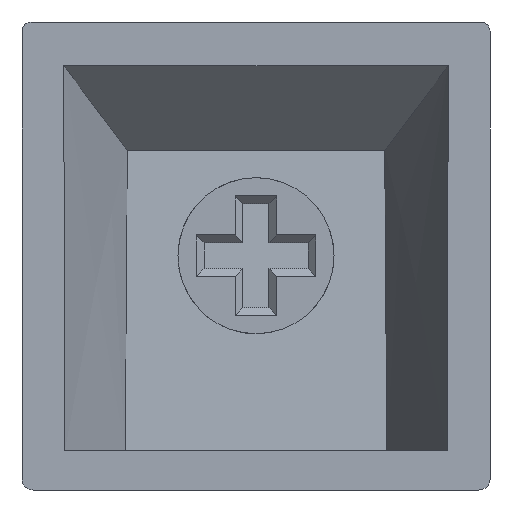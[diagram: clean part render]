
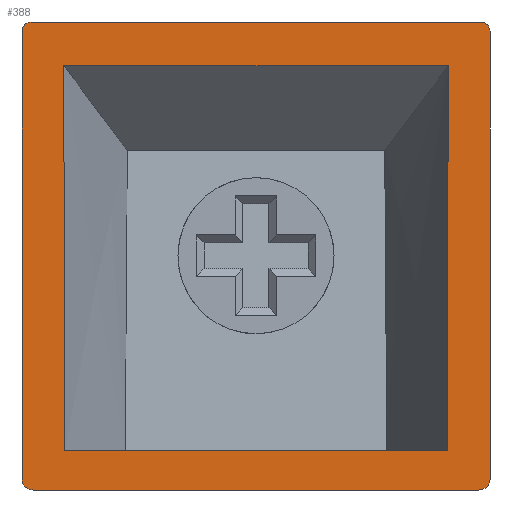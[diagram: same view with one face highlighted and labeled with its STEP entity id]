
A CAD part, front view. The second image highlights one B-rep face of the part: STEP entity #388.
In plain terms, the highlighted planar face has unit normal (0, -1, 0).
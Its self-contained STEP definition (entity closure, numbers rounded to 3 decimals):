
#388=ADVANCED_FACE('',(#389,#479),#523,.T.);
#389=FACE_BOUND('',#390,.T.);
#390=EDGE_LOOP('',(#391,#401,#415,#423,#437,#445,#459,#467));
#391=ORIENTED_EDGE('',*,*,#392,.T.);
#392=EDGE_CURVE('',#393,#395,#397,.F.);
#393=VERTEX_POINT('',#394);
#394=CARTESIAN_POINT('',(0.443,0.0,-18.0));
#395=VERTEX_POINT('',#396);
#396=CARTESIAN_POINT('',(17.557,0.0,-18.0));
#397=LINE('',#398,#399);
#398=CARTESIAN_POINT('',(0.0,0.0,-18.0));
#399=VECTOR('',#400,1.0);
#400=DIRECTION('',(-1.0,0.0,0.0));
#401=ORIENTED_EDGE('',*,*,#402,.T.);
#402=EDGE_CURVE('',#395,#403,#405,.T.);
#403=VERTEX_POINT('',#404);
#404=CARTESIAN_POINT('',(18.0,0.0,-17.6));
#405=B_SPLINE_CURVE_WITH_KNOTS('',2,(#406,#407,#408,#409,#410,#411,#412,#413,#414),.UNSPECIFIED.,.F.,.U.,(3,2,2,2,3),(0.0,0.25,0.5,0.75,1.0),.PIECEWISE_BEZIER_KNOTS.);
#406=CARTESIAN_POINT('',(17.557,0.0,-18.0));
#407=CARTESIAN_POINT('',(17.64,0.0,-18.0));
#408=CARTESIAN_POINT('',(17.719,0.0,-17.972));
#409=CARTESIAN_POINT('',(17.798,0.0,-17.945));
#410=CARTESIAN_POINT('',(17.862,0.0,-17.891));
#411=CARTESIAN_POINT('',(17.926,0.0,-17.836));
#412=CARTESIAN_POINT('',(17.963,0.0,-17.761));
#413=CARTESIAN_POINT('',(18.,0.0,-17.685));
#414=CARTESIAN_POINT('',(18.,0.0,-17.6));
#415=ORIENTED_EDGE('',*,*,#416,.T.);
#416=EDGE_CURVE('',#403,#417,#419,.F.);
#417=VERTEX_POINT('',#418);
#418=CARTESIAN_POINT('',(18.0,0.0,-0.378));
#419=LINE('',#420,#421);
#420=CARTESIAN_POINT('',(18.0,0.0,0.0));
#421=VECTOR('',#422,1.0);
#422=DIRECTION('',(0.,0.0,-1.0));
#423=ORIENTED_EDGE('',*,*,#424,.T.);
#424=EDGE_CURVE('',#417,#425,#427,.T.);
#425=VERTEX_POINT('',#426);
#426=CARTESIAN_POINT('',(17.64,0.0,0.0));
#427=B_SPLINE_CURVE_WITH_KNOTS('',2,(#428,#429,#430,#431,#432,#433,#434,#435,#436),.UNSPECIFIED.,.F.,.U.,(3,2,2,2,3),(0.0,0.25,0.5,0.75,1.0),.PIECEWISE_BEZIER_KNOTS.);
#428=CARTESIAN_POINT('',(18.,0.0,-0.378));
#429=CARTESIAN_POINT('',(18.,0.0,-0.303));
#430=CARTESIAN_POINT('',(17.976,0.0,-0.235));
#431=CARTESIAN_POINT('',(17.952,0.0,-0.166));
#432=CARTESIAN_POINT('',(17.902,0.0,-0.111));
#433=CARTESIAN_POINT('',(17.853,0.0,-0.058));
#434=CARTESIAN_POINT('',(17.783,0.0,-0.028));
#435=CARTESIAN_POINT('',(17.717,0.0,0.));
#436=CARTESIAN_POINT('',(17.64,0.0,0.));
#437=ORIENTED_EDGE('',*,*,#438,.T.);
#438=EDGE_CURVE('',#425,#439,#441,.F.);
#439=VERTEX_POINT('',#440);
#440=CARTESIAN_POINT('',(0.36,0.0,0.0));
#441=LINE('',#442,#443);
#442=CARTESIAN_POINT('',(0.0,0.0,0.0));
#443=VECTOR('',#444,1.0);
#444=DIRECTION('',(1.0,0.0,0.0));
#445=ORIENTED_EDGE('',*,*,#446,.T.);
#446=EDGE_CURVE('',#439,#447,#449,.T.);
#447=VERTEX_POINT('',#448);
#448=CARTESIAN_POINT('',(0.0,0.0,-0.378));
#449=B_SPLINE_CURVE_WITH_KNOTS('',2,(#450,#451,#452,#453,#454,#455,#456,#457,#458),.UNSPECIFIED.,.F.,.U.,(3,2,2,2,3),(0.0,0.25,0.5,0.75,1.0),.PIECEWISE_BEZIER_KNOTS.);
#450=CARTESIAN_POINT('',(0.36,0.0,0.));
#451=CARTESIAN_POINT('',(0.285,0.0,0.));
#452=CARTESIAN_POINT('',(0.217,0.0,-0.028));
#453=CARTESIAN_POINT('',(0.15,0.0,-0.055));
#454=CARTESIAN_POINT('',(0.099,0.0,-0.111));
#455=CARTESIAN_POINT('',(0.05,0.0,-0.162));
#456=CARTESIAN_POINT('',(0.024,0.0,-0.235));
#457=CARTESIAN_POINT('',(0.,0.0,-0.301));
#458=CARTESIAN_POINT('',(0.,0.0,-0.378));
#459=ORIENTED_EDGE('',*,*,#460,.T.);
#460=EDGE_CURVE('',#447,#461,#463,.F.);
#461=VERTEX_POINT('',#462);
#462=CARTESIAN_POINT('',(0.0,0.0,-17.6));
#463=LINE('',#464,#465);
#464=CARTESIAN_POINT('',(0.0,0.0,0.0));
#465=VECTOR('',#466,1.0);
#466=DIRECTION('',(0.0,0.0,1.0));
#467=ORIENTED_EDGE('',*,*,#468,.T.);
#468=EDGE_CURVE('',#461,#393,#469,.T.);
#469=B_SPLINE_CURVE_WITH_KNOTS('',2,(#470,#471,#472,#473,#474,#475,#476,#477,#478),.UNSPECIFIED.,.F.,.U.,(3,2,2,2,3),(0.0,0.25,0.5,0.75,1.0),.PIECEWISE_BEZIER_KNOTS.);
#470=CARTESIAN_POINT('',(0.,0.0,-17.6));
#471=CARTESIAN_POINT('',(0.,0.0,-17.683));
#472=CARTESIAN_POINT('',(0.037,0.0,-17.76));
#473=CARTESIAN_POINT('',(0.072,0.0,-17.833));
#474=CARTESIAN_POINT('',(0.138,0.0,-17.89));
#475=CARTESIAN_POINT('',(0.198,0.0,-17.943));
#476=CARTESIAN_POINT('',(0.28,0.0,-17.972));
#477=CARTESIAN_POINT('',(0.358,0.0,-18.0));
#478=CARTESIAN_POINT('',(0.443,0.0,-18.0));
#479=FACE_BOUND('',#480,.T.);
#480=EDGE_LOOP('',(#481,#491,#504,#512));
#481=ORIENTED_EDGE('',*,*,#482,.T.);
#482=EDGE_CURVE('',#483,#485,#487,.T.);
#483=VERTEX_POINT('',#484);
#484=CARTESIAN_POINT('',(16.353,0.,-16.5));
#485=VERTEX_POINT('',#486);
#486=CARTESIAN_POINT('',(1.647,0.,-16.5));
#487=LINE('',#488,#489);
#488=CARTESIAN_POINT('',(0.0,0.0,-16.5));
#489=VECTOR('',#490,1.0);
#490=DIRECTION('',(-1.0,0.0,0.0));
#491=ORIENTED_EDGE('',*,*,#492,.T.);
#492=EDGE_CURVE('',#485,#493,#495,.T.);
#493=VERTEX_POINT('',#494);
#494=CARTESIAN_POINT('',(1.605,0.,-1.684));
#495=B_SPLINE_CURVE_WITH_KNOTS('',3,(#496,#497,#498,#499,#500,#501,#502,#503),.UNSPECIFIED.,.F.,.U.,(4,2,2,4),(0.0,4.788,9.802,14.816),.UNSPECIFIED.);
#496=CARTESIAN_POINT('',(1.647,0.,-16.5));
#497=CARTESIAN_POINT('',(1.641,0.,-14.904));
#498=CARTESIAN_POINT('',(1.636,0.,-13.308));
#499=CARTESIAN_POINT('',(1.626,0.,-10.041));
#500=CARTESIAN_POINT('',(1.621,0.0,-8.37));
#501=CARTESIAN_POINT('',(1.613,0.0,-5.027));
#502=CARTESIAN_POINT('',(1.609,0.,-3.355));
#503=CARTESIAN_POINT('',(1.605,0.,-1.684));
#504=ORIENTED_EDGE('',*,*,#505,.T.);
#505=EDGE_CURVE('',#493,#506,#508,.T.);
#506=VERTEX_POINT('',#507);
#507=CARTESIAN_POINT('',(16.395,0.,-1.684));
#508=LINE('',#509,#510);
#509=CARTESIAN_POINT('',(0.0,0.0,-1.684));
#510=VECTOR('',#511,1.0);
#511=DIRECTION('',(1.0,0.0,0.0));
#512=ORIENTED_EDGE('',*,*,#513,.T.);
#513=EDGE_CURVE('',#506,#483,#514,.T.);
#514=B_SPLINE_CURVE_WITH_KNOTS('',3,(#515,#516,#517,#518,#519,#520,#521,#522),.UNSPECIFIED.,.F.,.U.,(4,2,2,4),(0.0,4.786,9.801,14.816),.UNSPECIFIED.);
#515=CARTESIAN_POINT('',(16.395,0.,-1.684));
#516=CARTESIAN_POINT('',(16.392,0.,-3.279));
#517=CARTESIAN_POINT('',(16.388,0.,-4.874));
#518=CARTESIAN_POINT('',(16.38,0.,-8.141));
#519=CARTESIAN_POINT('',(16.375,0.,-9.813));
#520=CARTESIAN_POINT('',(16.365,0.,-13.157));
#521=CARTESIAN_POINT('',(16.359,0.,-14.828));
#522=CARTESIAN_POINT('',(16.353,0.,-16.5));
#523=PLANE('',#524);
#524=AXIS2_PLACEMENT_3D('',#525,#526,#527);
#525=CARTESIAN_POINT('',(0.0,0.0,0.0));
#526=DIRECTION('',(0.0,-1.0,0.0));
#527=DIRECTION('',(0.0,0.0,-1.0));
